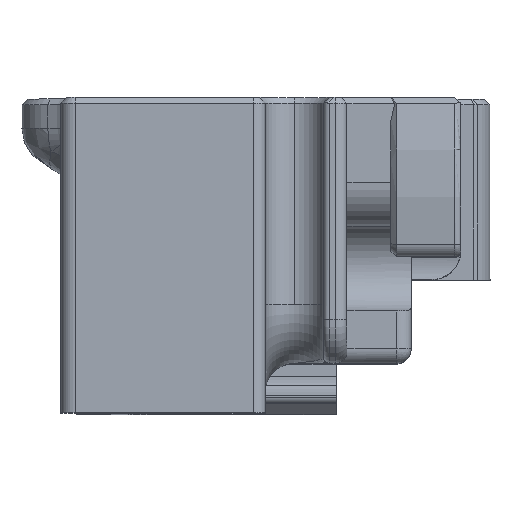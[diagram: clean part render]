
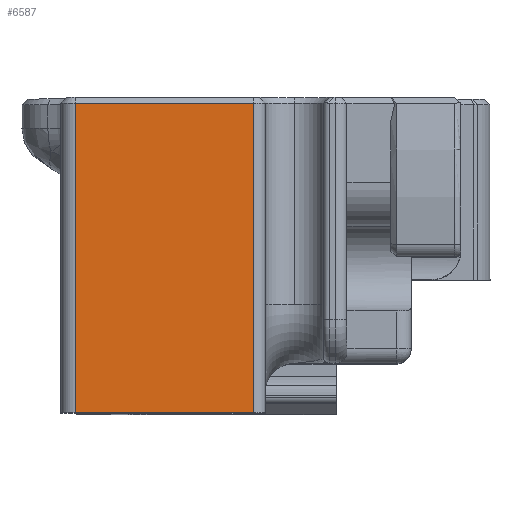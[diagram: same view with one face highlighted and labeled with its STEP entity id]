
A CAD part, top view. The second image highlights one B-rep face of the part: STEP entity #6587.
In plain terms, the highlighted planar face has unit normal (0, 0, 1).
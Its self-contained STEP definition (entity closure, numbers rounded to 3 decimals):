
#532=PLANE('',#7128);
#825=FACE_OUTER_BOUND('',#1194,.T.);
#1194=EDGE_LOOP('',(#5522,#5523,#5524,#5525));
#1846=LINE('',#11144,#2489);
#1849=LINE('',#11158,#2492);
#1850=LINE('',#11159,#2493);
#1851=LINE('',#11160,#2494);
#2489=VECTOR('',#8505,10.);
#2492=VECTOR('',#8518,10.);
#2493=VECTOR('',#8519,10.);
#2494=VECTOR('',#8520,10.);
#3395=VERTEX_POINT('',#11142);
#3396=VERTEX_POINT('',#11143);
#3401=VERTEX_POINT('',#11156);
#3402=VERTEX_POINT('',#11157);
#4180=EDGE_CURVE('',#3395,#3396,#1846,.T.);
#4187=EDGE_CURVE('',#3401,#3402,#1849,.T.);
#4188=EDGE_CURVE('',#3396,#3401,#1850,.T.);
#4189=EDGE_CURVE('',#3402,#3395,#1851,.T.);
#5522=ORIENTED_EDGE('',*,*,#4187,.F.);
#5523=ORIENTED_EDGE('',*,*,#4188,.F.);
#5524=ORIENTED_EDGE('',*,*,#4180,.F.);
#5525=ORIENTED_EDGE('',*,*,#4189,.F.);
#6587=ADVANCED_FACE('',(#825),#532,.F.);
#7128=AXIS2_PLACEMENT_3D('',#11155,#8516,#8517);
#8505=DIRECTION('',(-1.,0.,0.));
#8516=DIRECTION('center_axis',(0.,0.,
-1.));
#8517=DIRECTION('ref_axis',(-1.,0.,0.));
#8518=DIRECTION('',(1.,0.,0.));
#8519=DIRECTION('',(0.,1.,0.));
#8520=DIRECTION('',(0.,-1.,0.));
#11142=CARTESIAN_POINT('',(-9.651,6.719,34.376));
#11143=CARTESIAN_POINT('',(-21.851,6.719,34.376));
#11144=CARTESIAN_POINT('',(-6.701,6.719,34.376));
#11155=CARTESIAN_POINT('Origin',(-3.751,-13.281,34.376));
#11156=CARTESIAN_POINT('',(-21.851,27.919,34.376));
#11157=CARTESIAN_POINT('',(-9.651,27.919,34.376));
#11158=CARTESIAN_POINT('',(-10.401,27.919,34.376));
#11159=CARTESIAN_POINT('',(-21.851,-3.281,34.376));
#11160=CARTESIAN_POINT('',(-9.651,8.019,34.376));
